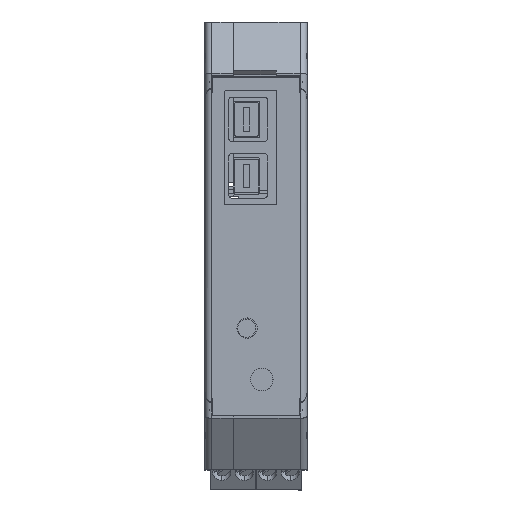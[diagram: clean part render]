
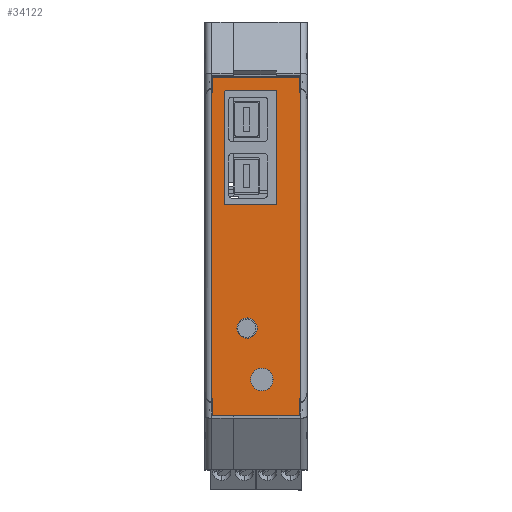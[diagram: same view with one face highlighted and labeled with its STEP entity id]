
A CAD part, top view. The second image highlights one B-rep face of the part: STEP entity #34122.
In plain terms, the highlighted face is planar.
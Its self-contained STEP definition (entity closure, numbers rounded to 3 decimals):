
#32147=CARTESIAN_POINT('',(29.637,114.5,-3.8));
#32148=DIRECTION('',(0.,-1.,0.));
#32149=DIRECTION('',(1.,0.,0.));
#32150=AXIS2_PLACEMENT_3D('',#32147,#32148,#32149);
#32155=CARTESIAN_POINT('',(29.637,114.5,-3.8));
#32156=DIRECTION('',(0.,-1.,0.));
#32157=DIRECTION('',(-1.,0.,0.));
#32158=AXIS2_PLACEMENT_3D('',#32155,#32156,#32157);
#32163=CARTESIAN_POINT('',(18.266,114.5,-0.513));
#32164=DIRECTION('',(0.,-1.,0.));
#32165=DIRECTION('',(1.,0.,0.));
#32166=AXIS2_PLACEMENT_3D('',#32163,#32164,#32165);
#32171=CARTESIAN_POINT('',(18.266,114.5,-0.513));
#32172=DIRECTION('',(0.,-1.,0.));
#32173=DIRECTION('',(-1.,0.,0.));
#32174=AXIS2_PLACEMENT_3D('',#32171,#32172,#32173);
#32179=CARTESIAN_POINT('',(-33.889,114.5,4.));
#32180=DIRECTION('',(0.,-1.,0.));
#32181=DIRECTION('',(0.,0.,1.));
#32182=AXIS2_PLACEMENT_3D('',#32179,#32180,#32181);
#32187=CARTESIAN_POINT('',(-9.519,114.5,4.));
#32188=DIRECTION('',(0.,-1.,0.));
#32189=DIRECTION('',(1.,0.,0.));
#32190=AXIS2_PLACEMENT_3D('',#32187,#32188,#32189);
#32195=CARTESIAN_POINT('',(-9.519,114.5,-6.63));
#32196=DIRECTION('',(0.,-1.,0.));
#32197=DIRECTION('',(0.,0.,-1.));
#32198=AXIS2_PLACEMENT_3D('',#32195,#32196,#32197);
#32203=CARTESIAN_POINT('',(-33.889,114.5,-6.63));
#32204=DIRECTION('',(0.,-1.,0.));
#32205=DIRECTION('',(-1.,0.,0.));
#32206=AXIS2_PLACEMENT_3D('',#32203,#32204,#32205);
#32211=DIRECTION('',(1.,0.,0.));
#32212=VECTOR('',#32211,2.6);
#32213=CARTESIAN_POINT('',(-37.2,114.5,7.15));
#32214=LINE('',#32213,#32212);
#32218=DIRECTION('',(-1.,0.,0.));
#32219=VECTOR('',#32218,2.6);
#32220=CARTESIAN_POINT('',(-34.6,114.5,-12.15));
#32221=LINE('',#32220,#32219);
#32225=DIRECTION('',(-1.,0.,0.));
#32226=VECTOR('',#32225,2.9);
#32227=CARTESIAN_POINT('',(37.5,114.5,-12.15));
#32228=LINE('',#32227,#32226);
#32422=DIRECTION('',(-1.,0.,0.));
#32423=VECTOR('',#32422,24.37);
#32424=CARTESIAN_POINT('',(-9.519,114.5,-7.13));
#32425=LINE('',#32424,#32423);
#32450=DIRECTION('',(0.,0.,-1.));
#32451=VECTOR('',#32450,10.63);
#32452=CARTESIAN_POINT('',(-9.019,114.5,4.));
#32453=LINE('',#32452,#32451);
#32485=DIRECTION('',(1.,0.,0.));
#32486=VECTOR('',#32485,24.37);
#32487=CARTESIAN_POINT('',(-33.889,114.5,4.5));
#32488=LINE('',#32487,#32486);
#32492=DIRECTION('',(0.,0.,1.));
#32493=VECTOR('',#32492,10.63);
#32494=CARTESIAN_POINT('',(-34.389,114.5,-6.63));
#32495=LINE('',#32494,#32493);
#32566=DIRECTION('',(0.,0.,-1.));
#32567=VECTOR('',#32566,19.3);
#32568=CARTESIAN_POINT('',(-37.2,114.5,7.15));
#32569=LINE('',#32568,#32567);
#32647=DIRECTION('',(0.,0.,-1.));
#32648=VECTOR('',#32647,0.15);
#32649=CARTESIAN_POINT('',(-34.6,114.5,7.3));
#32650=LINE('',#32649,#32648);
#32752=DIRECTION('',(-1.,0.,0.));
#32753=VECTOR('',#32752,69.2);
#32754=CARTESIAN_POINT('',(34.6,114.5,7.3));
#32755=LINE('',#32754,#32753);
#32797=DIRECTION('',(0.,0.,1.));
#32798=VECTOR('',#32797,0.15);
#32799=CARTESIAN_POINT('',(34.6,114.5,7.15));
#32800=LINE('',#32799,#32798);
#32811=DIRECTION('',(-1.,0.,0.));
#32812=VECTOR('',#32811,2.9);
#32813=CARTESIAN_POINT('',(37.5,114.5,7.15));
#32814=LINE('',#32813,#32812);
#32870=DIRECTION('',(0.,0.,1.));
#32871=VECTOR('',#32870,19.3);
#32872=CARTESIAN_POINT('',(37.5,114.5,-12.15));
#32873=LINE('',#32872,#32871);
#33000=DIRECTION('',(0.,0.,1.));
#33001=VECTOR('',#33000,0.15);
#33002=CARTESIAN_POINT('',(34.6,114.5,-12.3));
#33003=LINE('',#33002,#33001);
#33131=DIRECTION('',(1.,0.,0.));
#33132=VECTOR('',#33131,69.2);
#33133=CARTESIAN_POINT('',(-34.6,114.5,-12.3));
#33134=LINE('',#33133,#33132);
#33150=DIRECTION('',(0.,0.,-1.));
#33151=VECTOR('',#33150,0.15);
#33152=CARTESIAN_POINT('',(-34.6,114.5,-12.15));
#33153=LINE('',#33152,#33151);
#33754=CARTESIAN_POINT('',(-33.889,114.5,4.5));
#33755=CARTESIAN_POINT('',(-34.389,114.5,4.));
#33756=VERTEX_POINT('',#33754);
#33757=VERTEX_POINT('',#33755);
#33762=CARTESIAN_POINT('',(-9.519,114.5,4.5));
#33763=VERTEX_POINT('',#33762);
#33766=CARTESIAN_POINT('',(-34.389,114.5,-6.63));
#33767=CARTESIAN_POINT('',(-33.889,114.5,-7.13));
#33768=VERTEX_POINT('',#33766);
#33769=VERTEX_POINT('',#33767);
#33774=CARTESIAN_POINT('',(-9.519,114.5,-7.13));
#33775=CARTESIAN_POINT('',(-9.019,114.5,-6.63));
#33776=VERTEX_POINT('',#33774);
#33777=VERTEX_POINT('',#33775);
#33782=CARTESIAN_POINT('',(-9.019,114.5,4.));
#33783=VERTEX_POINT('',#33782);
#33786=CARTESIAN_POINT('',(37.5,114.5,-12.15));
#33787=CARTESIAN_POINT('',(37.5,114.5,7.15));
#33788=VERTEX_POINT('',#33786);
#33789=VERTEX_POINT('',#33787);
#33790=CARTESIAN_POINT('',(34.6,114.5,-12.15));
#33791=VERTEX_POINT('',#33790);
#33792=CARTESIAN_POINT('',(34.6,114.5,-12.3));
#33793=VERTEX_POINT('',#33792);
#33794=CARTESIAN_POINT('',(-34.6,114.5,-12.3));
#33795=VERTEX_POINT('',#33794);
#33796=CARTESIAN_POINT('',(-34.6,114.5,-12.15));
#33797=VERTEX_POINT('',#33796);
#33798=CARTESIAN_POINT('',(-37.2,114.5,-12.15));
#33799=VERTEX_POINT('',#33798);
#33800=CARTESIAN_POINT('',(-37.2,114.5,7.15));
#33801=VERTEX_POINT('',#33800);
#33802=CARTESIAN_POINT('',(-34.6,114.5,7.15));
#33803=VERTEX_POINT('',#33802);
#33804=CARTESIAN_POINT('',(-34.6,114.5,7.3));
#33805=VERTEX_POINT('',#33804);
#33806=CARTESIAN_POINT('',(34.6,114.5,7.3));
#33807=VERTEX_POINT('',#33806);
#33808=CARTESIAN_POINT('',(34.6,114.5,7.15));
#33809=VERTEX_POINT('',#33808);
#34030=CARTESIAN_POINT('',(32.137,114.5,-3.8));
#34032=VERTEX_POINT('',#34030);
#34034=CARTESIAN_POINT('',(27.137,114.5,-3.8));
#34036=VERTEX_POINT('',#34034);
#34038=CARTESIAN_POINT('',(20.516,114.5,-0.513));
#34040=VERTEX_POINT('',#34038);
#34042=CARTESIAN_POINT('',(16.016,114.5,-0.513));
#34044=VERTEX_POINT('',#34042);
#34062=CARTESIAN_POINT('',(-37.2,114.5,-10.772));
#34063=DIRECTION('',(0.,1.,0.));
#34064=DIRECTION('',(1.,0.,0.));
#34065=AXIS2_PLACEMENT_3D('',#34062,#34063,#34064);
#34066=PLANE('',#34065);
#34068=ORIENTED_EDGE('',*,*,#34067,.T.);
#34070=ORIENTED_EDGE('',*,*,#34069,.T.);
#34072=ORIENTED_EDGE('',*,*,#34071,.T.);
#34074=ORIENTED_EDGE('',*,*,#34073,.T.);
#34076=ORIENTED_EDGE('',*,*,#34075,.T.);
#34078=ORIENTED_EDGE('',*,*,#34077,.F.);
#34080=ORIENTED_EDGE('',*,*,#34079,.T.);
#34082=ORIENTED_EDGE('',*,*,#34081,.F.);
#34084=ORIENTED_EDGE('',*,*,#34083,.T.);
#34086=ORIENTED_EDGE('',*,*,#34085,.T.);
#34088=ORIENTED_EDGE('',*,*,#34087,.T.);
#34090=ORIENTED_EDGE('',*,*,#34089,.F.);
#34091=EDGE_LOOP('',(#34068,#34070,#34072,#34074,#34076,#34078,#34080,#34082,
#34084,#34086,#34088,#34090));
#34092=FACE_OUTER_BOUND('',#34091,.F.);
#34094=ORIENTED_EDGE('',*,*,#34093,.F.);
#34096=ORIENTED_EDGE('',*,*,#34095,.F.);
#34097=EDGE_LOOP('',(#34094,#34096));
#34098=FACE_BOUND('',#34097,.F.);
#34100=ORIENTED_EDGE('',*,*,#34099,.T.);
#34101=ORIENTED_EDGE('',*,*,#34051,.F.);
#34103=ORIENTED_EDGE('',*,*,#34102,.T.);
#34105=ORIENTED_EDGE('',*,*,#34104,.F.);
#34107=ORIENTED_EDGE('',*,*,#34106,.T.);
#34109=ORIENTED_EDGE('',*,*,#34108,.F.);
#34111=ORIENTED_EDGE('',*,*,#34110,.T.);
#34113=ORIENTED_EDGE('',*,*,#34112,.F.);
#34114=EDGE_LOOP('',(#34100,#34101,#34103,#34105,#34107,#34109,#34111,#34113));
#34115=FACE_BOUND('',#34114,.F.);
#34117=ORIENTED_EDGE('',*,*,#34116,.F.);
#34119=ORIENTED_EDGE('',*,*,#34118,.F.);
#34120=EDGE_LOOP('',(#34117,#34119));
#34121=FACE_BOUND('',#34120,.F.);
#34122=ADVANCED_FACE('',(#34092,#34098,#34115,#34121),#34066,.T.);
#32151=CIRCLE('',#32150,2.5);
#32159=CIRCLE('',#32158,2.5);
#32167=CIRCLE('',#32166,2.25);
#32175=CIRCLE('',#32174,2.25);
#32183=CIRCLE('',#32182,0.5);
#32191=CIRCLE('',#32190,0.5);
#32199=CIRCLE('',#32198,0.5);
#32207=CIRCLE('',#32206,0.5);
#34051=EDGE_CURVE('',#33756,#33757,#32183,.T.);
#34067=EDGE_CURVE('',#33788,#33789,#32873,.T.);
#34069=EDGE_CURVE('',#33789,#33809,#32814,.T.);
#34071=EDGE_CURVE('',#33809,#33807,#32800,.T.);
#34073=EDGE_CURVE('',#33807,#33805,#32755,.T.);
#34075=EDGE_CURVE('',#33805,#33803,#32650,.T.);
#34077=EDGE_CURVE('',#33801,#33803,#32214,.T.);
#34079=EDGE_CURVE('',#33801,#33799,#32569,.T.);
#34081=EDGE_CURVE('',#33797,#33799,#32221,.T.);
#34083=EDGE_CURVE('',#33797,#33795,#33153,.T.);
#34085=EDGE_CURVE('',#33795,#33793,#33134,.T.);
#34087=EDGE_CURVE('',#33793,#33791,#33003,.T.);
#34089=EDGE_CURVE('',#33788,#33791,#32228,.T.);
#34093=EDGE_CURVE('',#34040,#34044,#32167,.T.);
#34095=EDGE_CURVE('',#34044,#34040,#32175,.T.);
#34099=EDGE_CURVE('',#33768,#33757,#32495,.T.);
#34102=EDGE_CURVE('',#33756,#33763,#32488,.T.);
#34104=EDGE_CURVE('',#33783,#33763,#32191,.T.);
#34106=EDGE_CURVE('',#33783,#33777,#32453,.T.);
#34108=EDGE_CURVE('',#33776,#33777,#32199,.T.);
#34110=EDGE_CURVE('',#33776,#33769,#32425,.T.);
#34112=EDGE_CURVE('',#33768,#33769,#32207,.T.);
#34116=EDGE_CURVE('',#34032,#34036,#32151,.T.);
#34118=EDGE_CURVE('',#34036,#34032,#32159,.T.);
